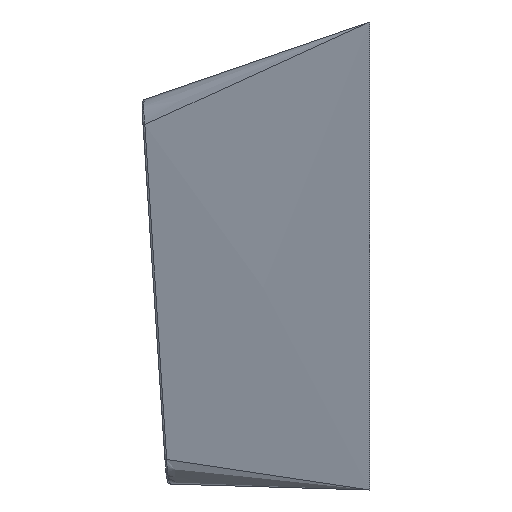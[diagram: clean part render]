
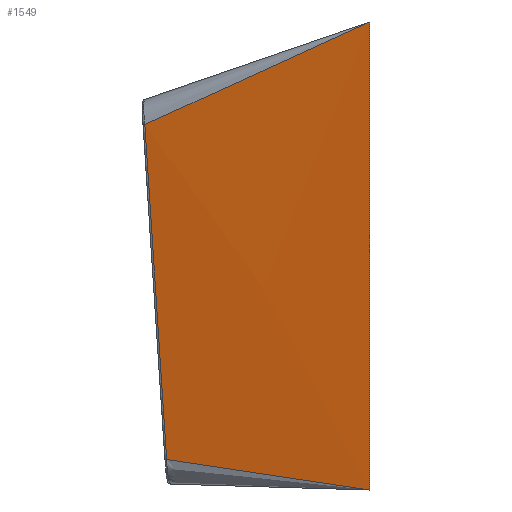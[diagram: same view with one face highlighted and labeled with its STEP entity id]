
A CAD part, left-side view. The second image highlights one B-rep face of the part: STEP entity #1549.
In plain terms, the highlighted free-form (B-spline) face has degree [3, 1] with [6, 2] control points.
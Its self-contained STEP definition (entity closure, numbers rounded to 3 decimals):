
#77 = CARTESIAN_POINT ( 'NONE',  ( 0., 0., 0. ) ) ;
#98 = CARTESIAN_POINT ( 'NONE',  ( 2.129, 7.018, 14.8 ) ) ;
#107 = CARTESIAN_POINT ( 'NONE',  ( 2.626, 7.896, 2.517 ) ) ;
#118 = CARTESIAN_POINT ( 'NONE',  ( 1.992, 6.57, 15.006 ) ) ;
#143 = CARTESIAN_POINT ( 'NONE',  ( 1.317, 4.351, 16.019 ) ) ;
#236 = VERTEX_POINT ( 'NONE', #1877 ) ;
#331 = CARTESIAN_POINT ( 'NONE',  ( 2.65, 7.981, 2.689 ) ) ;
#332 = CARTESIAN_POINT ( 'NONE',  ( 2.627, 8.439, 10.839 ) ) ;
#337 = CARTESIAN_POINT ( 'NONE',  ( 0., 0., 0. ) ) ;
#347 = CARTESIAN_POINT ( 'NONE',  ( 2.483, 8.178, 14.269 ) ) ;
#363 = CARTESIAN_POINT ( 'NONE',  ( 0.956, 2.82, 0.431 ) ) ;
#370 = CARTESIAN_POINT ( 'NONE',  ( 1.344, 4.442, 15.978 ) ) ;
#396 = VERTEX_POINT ( 'NONE', #1724 ) ;
#417 = B_SPLINE_CURVE_WITH_KNOTS ( 'NONE', 3,
 ( #2791, #3026, #332, #2059, #2303, #1579, #837, #2551, #107, #1329 ),
 .UNSPECIFIED., .F., .F.,
 ( 4, 3, 3, 4 ),
 ( 0., 0.005, 0.009, 0.013 ),
 .UNSPECIFIED. ) ;
#569 = CARTESIAN_POINT ( 'NONE',  ( 2.65, 7.82, 0.232 ) ) ;
#579 = CARTESIAN_POINT ( 'NONE',  ( 0., 0., 12. ) ) ;
#583 = CARTESIAN_POINT ( 'NONE',  ( 2.412, 7.946, 14.375 ) ) ;
#585 = EDGE_LOOP ( 'NONE', ( #2037, #1954, #973, #2349 ) ) ;
#605 = CARTESIAN_POINT ( 'NONE',  ( 0.88, 2.914, 16.675 ) ) ;
#618 = CARTESIAN_POINT ( 'NONE',  ( 2.372, 7.813, 14.436 ) ) ;
#621 = CARTESIAN_POINT ( 'NONE',  ( 2.65, 8.785, 14.975 ) ) ;
#622 = EDGE_CURVE ( 'NONE', #396, #236, #417, .T. ) ;
#709 = B_SPLINE_SURFACE_WITH_KNOTS ( 'NONE', 3, 1, ( 
 ( #77, #569 ),
 ( #2539, #331 ),
 ( #1073, #2788 ),
 ( #579, #2302 ),
 ( #2549, #1079 ),
 ( #1327, #621 ) ),
 .UNSPECIFIED., .F., .F., .F.,
 ( 4, 2, 4 ),
 ( 2, 2 ),
 ( 0., 0.5, 1. ),
 ( 0., 1. ),
 .UNSPECIFIED. ) ;
#837 = CARTESIAN_POINT ( 'NONE',  ( 2.626, 8.071, 5.203 ) ) ;
#838 = EDGE_CURVE ( 'NONE', #236, #1187, #1904, .T. ) ;
#856 = CARTESIAN_POINT ( 'NONE',  ( 1.831, 5.422, 0.823 ) ) ;
#863 = CARTESIAN_POINT ( 'NONE',  ( 2.456, 8.09, 14.309 ) ) ;
#874 = CARTESIAN_POINT ( 'NONE',  ( 2.21, 7.284, 14.679 ) ) ;
#973 = ORIENTED_EDGE ( 'NONE', *, *, #838, .T. ) ;
#1048 = DIRECTION ( 'NONE',  ( 0., 0., -1. ) ) ;
#1073 = CARTESIAN_POINT ( 'NONE',  ( 0., 0., 6. ) ) ;
#1079 = CARTESIAN_POINT ( 'NONE',  ( 2.65, 8.624, 12.518 ) ) ;
#1086 = CARTESIAN_POINT ( 'NONE',  ( 2.006, 6.616, 14.985 ) ) ;
#1111 = CARTESIAN_POINT ( 'NONE',  ( 1.304, 4.31, 16.038 ) ) ;
#1187 = VERTEX_POINT ( 'NONE', #337 ) ;
#1320 = CARTESIAN_POINT ( 'NONE',  ( 1.673, 5.522, 15.485 ) ) ;
#1327 = CARTESIAN_POINT ( 'NONE',  ( 0., 0., 18. ) ) ;
#1329 = CARTESIAN_POINT ( 'NONE',  ( 2.625, 7.808, 1.174 ) ) ;
#1334 = CARTESIAN_POINT ( 'NONE',  ( 2.317, 7.635, 14.518 ) ) ;
#1367 = CARTESIAN_POINT ( 'NONE',  ( 2.607, 8.583, 14.083 ) ) ;
#1413 = LINE ( 'NONE', #2263, #1644 ) ;
#1549 = ADVANCED_FACE ( 'NONE', ( #1829 ), #709, .T. ) ;
#1571 = CARTESIAN_POINT ( 'NONE',  ( 2.047, 6.75, 14.923 ) ) ;
#1579 = CARTESIAN_POINT ( 'NONE',  ( 2.626, 8.158, 6.546 ) ) ;
#1582 = CARTESIAN_POINT ( 'NONE',  ( 2.502, 8.238, 14.241 ) ) ;
#1644 = VECTOR ( 'NONE', #1048, 1000. ) ;
#1724 = CARTESIAN_POINT ( 'NONE',  ( 2.627, 8.648, 14.053 ) ) ;
#1814 = CARTESIAN_POINT ( 'NONE',  ( 1.965, 6.483, 15.045 ) ) ;
#1829 = FACE_OUTER_BOUND ( 'NONE', #585, .T. ) ;
#1839 = CARTESIAN_POINT ( 'NONE',  ( 2.516, 8.284, 14.22 ) ) ;
#1877 = CARTESIAN_POINT ( 'NONE',  ( 2.625, 7.808, 1.174 ) ) ;
#1904 = B_SPLINE_CURVE_WITH_KNOTS ( 'NONE', 3,
 ( #2809, #856, #363, #2290 ),
 .UNSPECIFIED., .F., .F.,
 ( 4, 4 ),
 ( 0.01, 1. ),
 .UNSPECIFIED. ) ;
#1954 = ORIENTED_EDGE ( 'NONE', *, *, #622, .T. ) ;
#2037 = ORIENTED_EDGE ( 'NONE', *, *, #2878, .T. ) ;
#2059 = CARTESIAN_POINT ( 'NONE',  ( 2.627, 8.334, 9.232 ) ) ;
#2064 = CARTESIAN_POINT ( 'NONE',  ( 2.29, 7.547, 14.558 ) ) ;
#2093 = CARTESIAN_POINT ( 'NONE',  ( 1.386, 4.579, 15.916 ) ) ;
#2263 = CARTESIAN_POINT ( 'NONE',  ( 0., 0., 18. ) ) ;
#2279 = B_SPLINE_CURVE_WITH_KNOTS ( 'NONE', 3,
 ( #3061, #2795, #605, #1111, #143, #370, #2093, #3040, #1320, #3048, #1814, #118, #1086, #1571, #98, #874, #2064, #1334, #618, #583, #863, #2306, #2804, #2845, #347, #2589, #1582, #1839, #2574, #1367, #2830 ),
 .UNSPECIFIED., .F., .F.,
 ( 4, 2, 2, 1, 1, 1, 1, 2, 2, 1, 2, 2, 1, 1, 1, 2, 2, 1, 2, 4 ),
 ( 0., 0.488, 0.504, 0.519, 0.55, 0.611, 0.733, 0.748, 0.763, 0.794, 0.855, 0.885, 0.916, 0.931, 0.935, 0.937, 0.938, 0.939, 0.946, 0.977 ),
 .UNSPECIFIED. ) ;
#2290 = CARTESIAN_POINT ( 'NONE',  ( 0., 0., 0. ) ) ;
#2302 = CARTESIAN_POINT ( 'NONE',  ( 2.65, 8.463, 10.061 ) ) ;
#2303 = CARTESIAN_POINT ( 'NONE',  ( 2.626, 8.246, 7.889 ) ) ;
#2306 = CARTESIAN_POINT ( 'NONE',  ( 2.475, 8.15, 14.281 ) ) ;
#2349 = ORIENTED_EDGE ( 'NONE', *, *, #2401, .F. ) ;
#2401 = EDGE_CURVE ( 'NONE', #2678, #1187, #1413, .T. ) ;
#2539 = CARTESIAN_POINT ( 'NONE',  ( 0., 0., 3. ) ) ;
#2549 = CARTESIAN_POINT ( 'NONE',  ( 0., 0., 15. ) ) ;
#2551 = CARTESIAN_POINT ( 'NONE',  ( 2.626, 7.983, 3.86 ) ) ;
#2574 = CARTESIAN_POINT ( 'NONE',  ( 2.574, 8.474, 14.133 ) ) ;
#2589 = CARTESIAN_POINT ( 'NONE',  ( 2.486, 8.189, 14.264 ) ) ;
#2678 = VERTEX_POINT ( 'NONE', #2840 ) ;
#2788 = CARTESIAN_POINT ( 'NONE',  ( 2.65, 8.142, 5.146 ) ) ;
#2791 = CARTESIAN_POINT ( 'NONE',  ( 2.627, 8.648, 14.053 ) ) ;
#2795 = CARTESIAN_POINT ( 'NONE',  ( 0.45, 1.491, 17.323 ) ) ;
#2804 = CARTESIAN_POINT ( 'NONE',  ( 2.48, 8.167, 14.274 ) ) ;
#2809 = CARTESIAN_POINT ( 'NONE',  ( 2.625, 7.808, 1.174 ) ) ;
#2830 = CARTESIAN_POINT ( 'NONE',  ( 2.627, 8.648, 14.053 ) ) ;
#2840 = CARTESIAN_POINT ( 'NONE',  ( 0., 0., 18. ) ) ;
#2845 = CARTESIAN_POINT ( 'NONE',  ( 2.482, 8.175, 14.27 ) ) ;
#2878 = EDGE_CURVE ( 'NONE', #2678, #396, #2279, .T. ) ;
#3026 = CARTESIAN_POINT ( 'NONE',  ( 2.627, 8.543, 12.446 ) ) ;
#3040 = CARTESIAN_POINT ( 'NONE',  ( 1.482, 4.895, 15.771 ) ) ;
#3048 = CARTESIAN_POINT ( 'NONE',  ( 1.847, 6.093, 15.224 ) ) ;
#3061 = CARTESIAN_POINT ( 'NONE',  ( 0., 0., 18. ) ) ;
